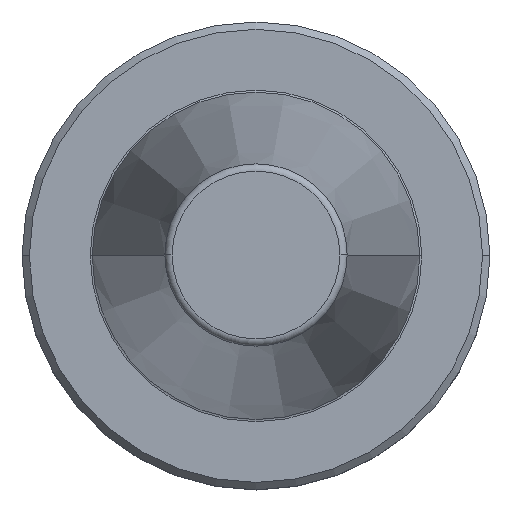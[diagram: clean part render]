
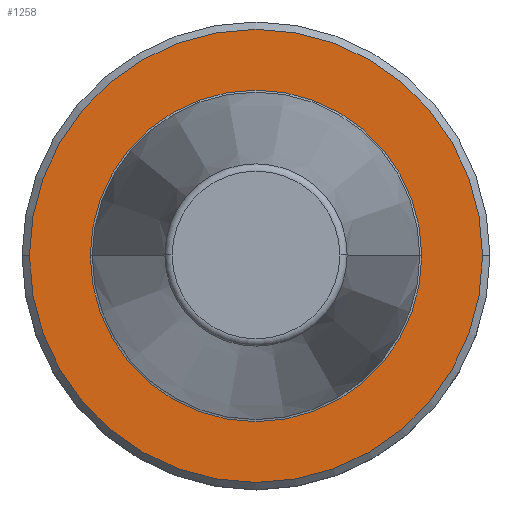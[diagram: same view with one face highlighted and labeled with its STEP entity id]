
A CAD part, top view. The second image highlights one B-rep face of the part: STEP entity #1258.
In plain terms, the highlighted planar face has unit normal (0, 0, 1).
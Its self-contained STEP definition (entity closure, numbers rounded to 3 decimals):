
#3 = EDGE_CURVE ( 'NONE', #231, #454, #1160, .T. ) ;
#26 = CARTESIAN_POINT ( 'NONE',  ( 0., 30.75, 85.3 ) ) ;
#58 = ORIENTED_EDGE ( 'NONE', *, *, #3, .F. ) ;
#204 = AXIS2_PLACEMENT_3D ( 'NONE', #916, #908, #507 ) ;
#218 = ORIENTED_EDGE ( 'NONE', *, *, #910, .F. ) ;
#231 = VERTEX_POINT ( 'NONE', #832 ) ;
#247 = DIRECTION ( 'NONE',  ( 0., 0., -1. ) ) ;
#329 = EDGE_LOOP ( 'NONE', ( #218, #58 ) ) ;
#365 = AXIS2_PLACEMENT_3D ( 'NONE', #26, #1234, #706 ) ;
#423 = AXIS2_PLACEMENT_3D ( 'NONE', #880, #247, #963 ) ;
#454 = VERTEX_POINT ( 'NONE', #1108 ) ;
#462 = CIRCLE ( 'NONE', #423, 22.5 ) ;
#467 = ORIENTED_EDGE ( 'NONE', *, *, #1235, .T. ) ;
#479 = CARTESIAN_POINT ( 'NONE',  ( 0., 0., 85.3 ) ) ;
#484 = EDGE_LOOP ( 'NONE', ( #828, #467 ) ) ;
#487 = FACE_OUTER_BOUND ( 'NONE', #329, .T. ) ;
#507 = DIRECTION ( 'NONE',  ( -1., 0., 0. ) ) ;
#597 = DIRECTION ( 'NONE',  ( -1., 0., 0. ) ) ;
#598 = CARTESIAN_POINT ( 'NONE',  ( -22.5, 0., 85.3 ) ) ;
#610 = DIRECTION ( 'NONE',  ( 0., 0., -1. ) ) ;
#668 = VERTEX_POINT ( 'NONE', #598 ) ;
#691 = EDGE_CURVE ( 'NONE', #668, #1025, #710, .T. ) ;
#706 = DIRECTION ( 'NONE',  ( 1., 0., 0. ) ) ;
#710 = CIRCLE ( 'NONE', #919, 22.5 ) ;
#712 = FACE_BOUND ( 'NONE', #484, .T. ) ;
#828 = ORIENTED_EDGE ( 'NONE', *, *, #691, .T. ) ;
#832 = CARTESIAN_POINT ( 'NONE',  ( 30.75, 0., 85.3 ) ) ;
#880 = CARTESIAN_POINT ( 'NONE',  ( 0., 0., 85.3 ) ) ;
#891 = CIRCLE ( 'NONE', #1196, 30.75 ) ;
#908 = DIRECTION ( 'NONE',  ( 0., 0., -1. ) ) ;
#910 = EDGE_CURVE ( 'NONE', #454, #231, #891, .T. ) ;
#916 = CARTESIAN_POINT ( 'NONE',  ( 0., 0., 85.3 ) ) ;
#919 = AXIS2_PLACEMENT_3D ( 'NONE', #1145, #610, #1241 ) ;
#963 = DIRECTION ( 'NONE',  ( -1., 0., 0. ) ) ;
#1025 = VERTEX_POINT ( 'NONE', #1253 ) ;
#1042 = PLANE ( 'NONE',  #365 ) ;
#1108 = CARTESIAN_POINT ( 'NONE',  ( -30.75, 0., 85.3 ) ) ;
#1136 = DIRECTION ( 'NONE',  ( 0., 0., -1. ) ) ;
#1145 = CARTESIAN_POINT ( 'NONE',  ( 0., 0., 85.3 ) ) ;
#1160 = CIRCLE ( 'NONE', #204, 30.75 ) ;
#1196 = AXIS2_PLACEMENT_3D ( 'NONE', #479, #1136, #597 ) ;
#1234 = DIRECTION ( 'NONE',  ( 0., 0., 1. ) ) ;
#1235 = EDGE_CURVE ( 'NONE', #1025, #668, #462, .T. ) ;
#1241 = DIRECTION ( 'NONE',  ( -1., 0., 0. ) ) ;
#1253 = CARTESIAN_POINT ( 'NONE',  ( 22.5, 0., 85.3 ) ) ;
#1258 = ADVANCED_FACE ( 'NONE', ( #712, #487 ), #1042, .T. ) ;
